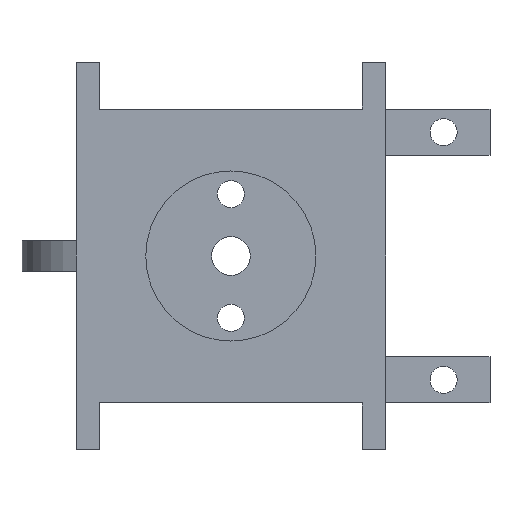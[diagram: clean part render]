
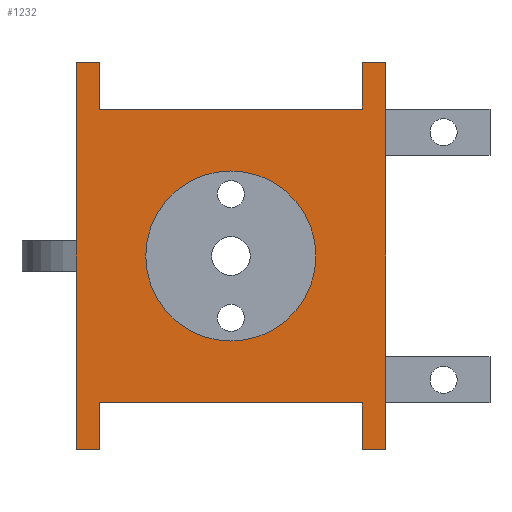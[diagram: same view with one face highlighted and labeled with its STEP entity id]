
A CAD part, left-side view. The second image highlights one B-rep face of the part: STEP entity #1232.
In plain terms, the highlighted planar face has unit normal (-1, 0, 0).
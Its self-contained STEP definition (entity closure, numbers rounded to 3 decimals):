
#28=FACE_BOUND('',#191,.T.);
#55=PLANE('',#1341);
#112=FACE_OUTER_BOUND('',#190,.T.);
#190=EDGE_LOOP('',(#1018,#1019,#1020,#1021,#1022,#1023,#1024,#1025,#1026,
#1027,#1028,#1029));
#191=EDGE_LOOP('',(#1030));
#281=LINE('',#1847,#425);
#287=LINE('',#1862,#431);
#290=LINE('',#1871,#434);
#301=LINE('',#1894,#445);
#317=LINE('',#1929,#461);
#323=LINE('',#1940,#467);
#330=LINE('',#1952,#474);
#331=LINE('',#1955,#475);
#335=LINE('',#1962,#479);
#336=LINE('',#1964,#480);
#337=LINE('',#1965,#481);
#338=LINE('',#1966,#482);
#425=VECTOR('',#1489,50.);
#431=VECTOR('',#1499,6.);
#434=VECTOR('',#1506,6.);
#445=VECTOR('',#1527,34.);
#461=VECTOR('',#1555,34.);
#467=VECTOR('',#1563,50.);
#474=VECTOR('',#1572,6.);
#475=VECTOR('',#1575,6.);
#479=VECTOR('',#1583,3.);
#480=VECTOR('',#1586,3.);
#481=VECTOR('',#1587,3.);
#482=VECTOR('',#1588,3.);
#546=CIRCLE('',#1342,11.);
#603=VERTEX_POINT('',#1844);
#604=VERTEX_POINT('',#1846);
#610=VERTEX_POINT('',#1859);
#611=VERTEX_POINT('',#1861);
#613=VERTEX_POINT('',#1867);
#615=VERTEX_POINT('',#1870);
#622=VERTEX_POINT('',#1893);
#635=VERTEX_POINT('',#1927);
#638=VERTEX_POINT('',#1937);
#639=VERTEX_POINT('',#1939);
#643=VERTEX_POINT('',#1950);
#644=VERTEX_POINT('',#1954);
#646=VERTEX_POINT('',#1967);
#729=EDGE_CURVE('',#603,#604,#281,.T.);
#736=EDGE_CURVE('',#611,#610,#287,.T.);
#740=EDGE_CURVE('',#615,#613,#290,.T.);
#752=EDGE_CURVE('',#611,#622,#301,.T.);
#770=EDGE_CURVE('',#635,#613,#317,.T.);
#776=EDGE_CURVE('',#638,#639,#323,.T.);
#783=EDGE_CURVE('',#643,#635,#330,.T.);
#784=EDGE_CURVE('',#622,#644,#331,.T.);
#788=EDGE_CURVE('',#639,#643,#335,.T.);
#789=EDGE_CURVE('',#604,#610,#336,.T.);
#790=EDGE_CURVE('',#603,#615,#337,.T.);
#791=EDGE_CURVE('',#638,#644,#338,.T.);
#792=EDGE_CURVE('',#646,#646,#546,.T.);
#1018=ORIENTED_EDGE('',*,*,#752,.F.);
#1019=ORIENTED_EDGE('',*,*,#736,.T.);
#1020=ORIENTED_EDGE('',*,*,#789,.F.);
#1021=ORIENTED_EDGE('',*,*,#729,.F.);
#1022=ORIENTED_EDGE('',*,*,#790,.T.);
#1023=ORIENTED_EDGE('',*,*,#740,.T.);
#1024=ORIENTED_EDGE('',*,*,#770,.F.);
#1025=ORIENTED_EDGE('',*,*,#783,.F.);
#1026=ORIENTED_EDGE('',*,*,#788,.F.);
#1027=ORIENTED_EDGE('',*,*,#776,.F.);
#1028=ORIENTED_EDGE('',*,*,#791,.T.);
#1029=ORIENTED_EDGE('',*,*,#784,.F.);
#1030=ORIENTED_EDGE('',*,*,#792,.F.);
#1232=ADVANCED_FACE('',(#112,#28),#55,.F.);
#1341=AXIS2_PLACEMENT_3D('',#1963,#1584,#1585);
#1342=AXIS2_PLACEMENT_3D('',#1968,#1589,#1590);
#1489=DIRECTION('',(0.,0.,1.));
#1499=DIRECTION('',(0.,0.,1.));
#1506=DIRECTION('',(0.,0.,1.));
#1527=DIRECTION('',(0.,-1.,0.));
#1555=DIRECTION('',(0.,1.,0.));
#1563=DIRECTION('',(0.,0.,-1.));
#1572=DIRECTION('',(0.,0.,1.));
#1575=DIRECTION('',(0.,0.,1.));
#1583=DIRECTION('',(0.,1.,0.));
#1584=DIRECTION('center_axis',(1.,0.,0.));
#1585=DIRECTION('ref_axis',(0.,-1.,0.));
#1586=DIRECTION('',(0.,-1.,0.));
#1587=DIRECTION('',(0.,-1.,0.));
#1588=DIRECTION('',(0.,1.,0.));
#1589=DIRECTION('center_axis',(-1.,0.,0.));
#1590=DIRECTION('ref_axis',(0.,0.,1.));
#1844=CARTESIAN_POINT('',(0.,40.,-44.));
#1846=CARTESIAN_POINT('',(0.,40.,6.));
#1847=CARTESIAN_POINT('',(0.,40.,-44.));
#1859=CARTESIAN_POINT('',(0.,37.,6.));
#1861=CARTESIAN_POINT('',(0.,37.,0.));
#1862=CARTESIAN_POINT('',(0.,37.,0.));
#1867=CARTESIAN_POINT('',(0.,37.,-38.));
#1870=CARTESIAN_POINT('',(0.,37.,-44.));
#1871=CARTESIAN_POINT('',(0.,37.,-44.));
#1893=CARTESIAN_POINT('',(0.,3.,0.));
#1894=CARTESIAN_POINT('',(0.,37.,0.));
#1927=CARTESIAN_POINT('',(0.,3.,-38.));
#1929=CARTESIAN_POINT('',(0.,3.,-38.));
#1937=CARTESIAN_POINT('',(0.,0.,6.));
#1939=CARTESIAN_POINT('',(0.,0.,-44.));
#1940=CARTESIAN_POINT('',(0.,0.,6.));
#1950=CARTESIAN_POINT('',(0.,3.,-44.));
#1952=CARTESIAN_POINT('',(0.,3.,-44.));
#1954=CARTESIAN_POINT('',(0.,3.,6.));
#1955=CARTESIAN_POINT('',(0.,3.,0.));
#1962=CARTESIAN_POINT('',(0.,0.,-44.));
#1963=CARTESIAN_POINT('Origin',(0.,0.,0.));
#1964=CARTESIAN_POINT('',(0.,40.,6.));
#1965=CARTESIAN_POINT('',(0.,40.,-44.));
#1966=CARTESIAN_POINT('',(0.,0.,6.));
#1967=CARTESIAN_POINT('',(0.,20.,-30.));
#1968=CARTESIAN_POINT('Origin',(0.,20.,-19.));
